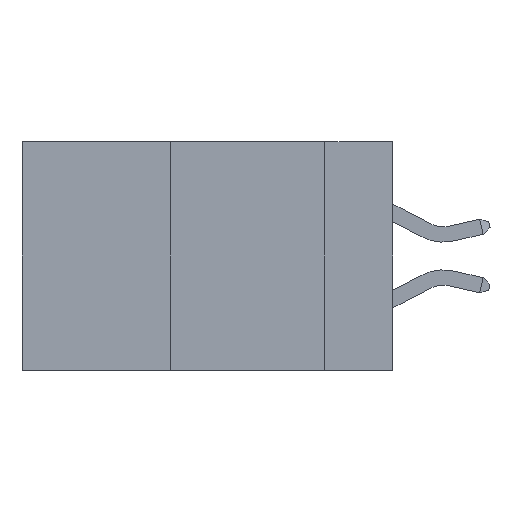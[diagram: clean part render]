
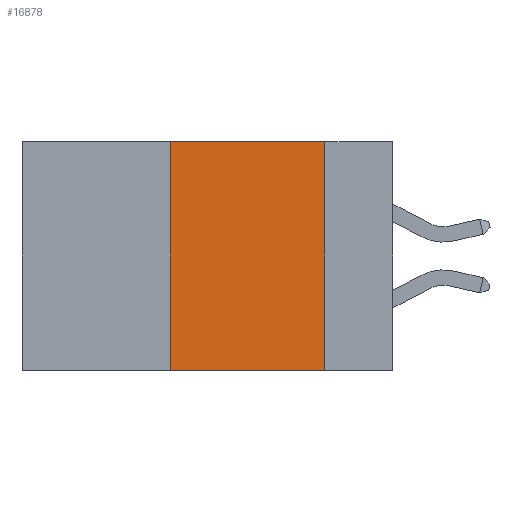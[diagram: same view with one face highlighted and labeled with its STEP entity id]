
A CAD part, left-side view. The second image highlights one B-rep face of the part: STEP entity #16878.
In plain terms, the highlighted planar face has unit normal (-1, 0, 0).
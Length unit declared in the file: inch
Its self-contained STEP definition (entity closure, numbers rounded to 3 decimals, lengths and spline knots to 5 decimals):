
#217 = CARTESIAN_POINT ( 'NONE',  ( 0., 0.11, 0. ) ) ;
#400 = VECTOR ( 'NONE', #1592, 39.37008 ) ;
#465 = PLANE ( 'NONE',  #15641 ) ;
#690 = ORIENTED_EDGE ( 'NONE', *, *, #8183, .F. ) ;
#1592 = DIRECTION ( 'NONE',  ( 0., -1., 0. ) ) ;
#1797 = CARTESIAN_POINT ( 'NONE',  ( 0., 0.36, -0.37 ) ) ;
#1893 = FACE_OUTER_BOUND ( 'NONE', #13852, .T. ) ;
#3735 = CARTESIAN_POINT ( 'NONE',  ( 0., 0.11, -0.37 ) ) ;
#3866 = DIRECTION ( 'NONE',  ( 0., -1., 0. ) ) ;
#4824 = DIRECTION ( 'NONE',  ( 0., 0., -1. ) ) ;
#5026 = LINE ( 'NONE', #10930, #13139 ) ;
#6350 = ORIENTED_EDGE ( 'NONE', *, *, #14613, .F. ) ;
#7124 = VERTEX_POINT ( 'NONE', #8644 ) ;
#7435 = EDGE_CURVE ( 'NONE', #18154, #7124, #5026, .T. ) ;
#7485 = LINE ( 'NONE', #10071, #400 ) ;
#7843 = VERTEX_POINT ( 'NONE', #3735 ) ;
#8039 = CARTESIAN_POINT ( 'NONE',  ( 0., 0.11, 0. ) ) ;
#8183 = EDGE_CURVE ( 'NONE', #7124, #12998, #7485, .T. ) ;
#8644 = CARTESIAN_POINT ( 'NONE',  ( 0., 0.36, 0. ) ) ;
#8821 = CARTESIAN_POINT ( 'NONE',  ( 0., 0.6, 0. ) ) ;
#9897 = EDGE_CURVE ( 'NONE', #18154, #7843, #11003, .T. ) ;
#10071 = CARTESIAN_POINT ( 'NONE',  ( 0., 0.6, 0. ) ) ;
#10732 = VECTOR ( 'NONE', #16011, 39.37008 ) ;
#10930 = CARTESIAN_POINT ( 'NONE',  ( 0., 0.36, 0. ) ) ;
#11003 = LINE ( 'NONE', #13594, #18497 ) ;
#12086 = DIRECTION ( 'NONE',  ( 1., 0., 0. ) ) ;
#12998 = VERTEX_POINT ( 'NONE', #8039 ) ;
#13139 = VECTOR ( 'NONE', #17159, 39.37008 ) ;
#13594 = CARTESIAN_POINT ( 'NONE',  ( 0., 0.6, -0.37 ) ) ;
#13852 = EDGE_LOOP ( 'NONE', ( #6350, #690, #16244, #18667 ) ) ;
#14613 = EDGE_CURVE ( 'NONE', #12998, #7843, #16388, .T. ) ;
#15641 = AXIS2_PLACEMENT_3D ( 'NONE', #8821, #12086, #4824 ) ;
#16011 = DIRECTION ( 'NONE',  ( 0., 0., -1. ) ) ;
#16244 = ORIENTED_EDGE ( 'NONE', *, *, #7435, .F. ) ;
#16388 = LINE ( 'NONE', #217, #10732 ) ;
#16878 = ADVANCED_FACE ( 'NONE', ( #1893 ), #465, .F. ) ;
#17159 = DIRECTION ( 'NONE',  ( 0., 0., 1. ) ) ;
#18154 = VERTEX_POINT ( 'NONE', #1797 ) ;
#18497 = VECTOR ( 'NONE', #3866, 39.37008 ) ;
#18667 = ORIENTED_EDGE ( 'NONE', *, *, #9897, .T. ) ;
